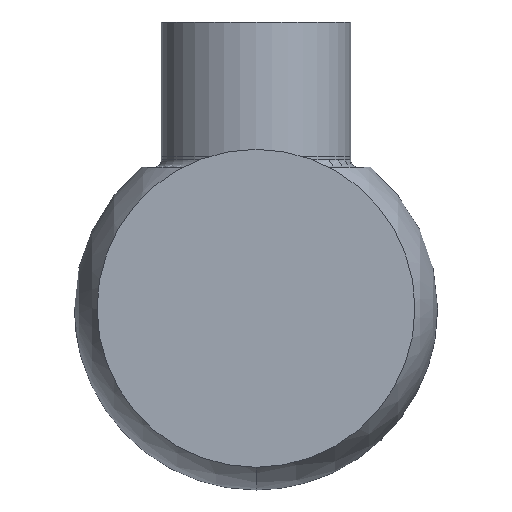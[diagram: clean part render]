
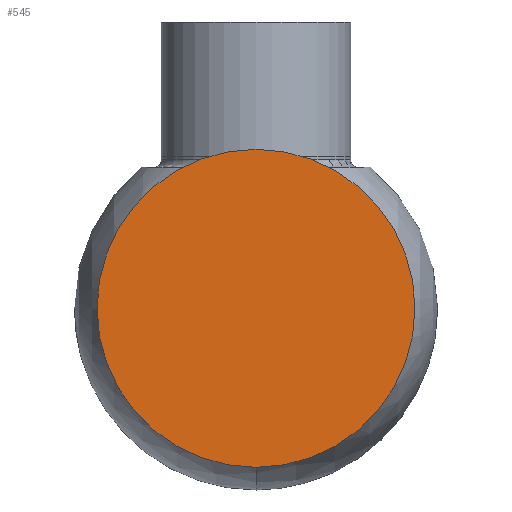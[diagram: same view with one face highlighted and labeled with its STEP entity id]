
A CAD part, front view. The second image highlights one B-rep face of the part: STEP entity #545.
In plain terms, the highlighted planar face has unit normal (0, -1, 0).
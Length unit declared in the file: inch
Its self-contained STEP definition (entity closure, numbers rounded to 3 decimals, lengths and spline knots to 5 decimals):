
#7 = EDGE_CURVE ( 'NONE', #39, #53, #394, .T. ) ;
#39 = VERTEX_POINT ( 'NONE', #343 ) ;
#53 = VERTEX_POINT ( 'NONE', #939 ) ;
#55 = DIRECTION ( 'NONE',  ( 0., 0., 1. ) ) ;
#95 = PLANE ( 'NONE',  #473 ) ;
#171 = CARTESIAN_POINT ( 'NONE',  ( 0., -1.315, -1.2575 ) ) ;
#172 = AXIS2_PLACEMENT_3D ( 'NONE', #467, #769, #55 ) ;
#202 = EDGE_LOOP ( 'NONE', ( #336, #810 ) ) ;
#253 = DIRECTION ( 'NONE',  ( 0., 1., 0. ) ) ;
#317 = DIRECTION ( 'NONE',  ( 0., 1., 0. ) ) ;
#336 = ORIENTED_EDGE ( 'NONE', *, *, #582, .F. ) ;
#343 = CARTESIAN_POINT ( 'NONE',  ( 0., -1.315, -1.2575 ) ) ;
#348 = CIRCLE ( 'NONE', #516, 1.2575 ) ;
#394 = CIRCLE ( 'NONE', #172, 1.2575 ) ;
#467 = CARTESIAN_POINT ( 'NONE',  ( 0., -1.315, 0. ) ) ;
#473 = AXIS2_PLACEMENT_3D ( 'NONE', #171, #317, #841 ) ;
#516 = AXIS2_PLACEMENT_3D ( 'NONE', #691, #253, #768 ) ;
#545 = ADVANCED_FACE ( 'NONE', ( #557 ), #95, .F. ) ;
#557 = FACE_OUTER_BOUND ( 'NONE', #202, .T. ) ;
#582 = EDGE_CURVE ( 'NONE', #53, #39, #348, .T. ) ;
#691 = CARTESIAN_POINT ( 'NONE',  ( 0., -1.315, 0. ) ) ;
#768 = DIRECTION ( 'NONE',  ( 0., 0., 1. ) ) ;
#769 = DIRECTION ( 'NONE',  ( 0., 1., 0. ) ) ;
#810 = ORIENTED_EDGE ( 'NONE', *, *, #7, .F. ) ;
#841 = DIRECTION ( 'NONE',  ( 0., 0., 1. ) ) ;
#939 = CARTESIAN_POINT ( 'NONE',  ( 0., -1.315, 1.2575 ) ) ;
